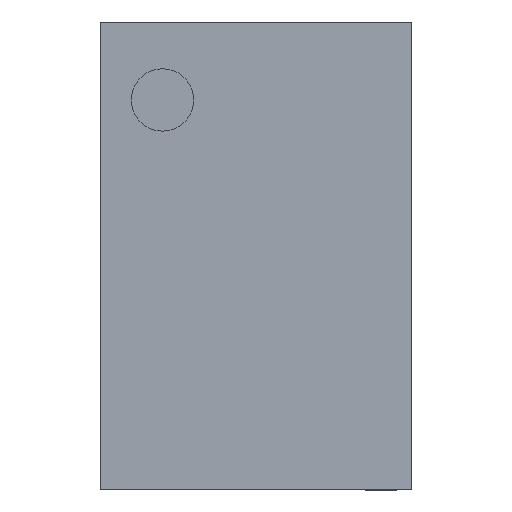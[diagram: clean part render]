
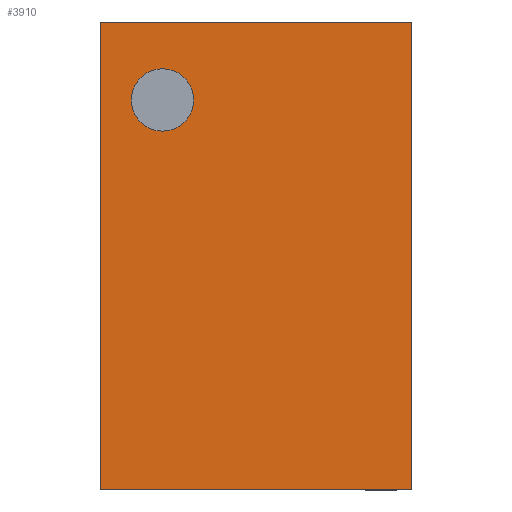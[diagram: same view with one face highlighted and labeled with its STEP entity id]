
A CAD part, top view. The second image highlights one B-rep face of the part: STEP entity #3910.
In plain terms, the highlighted planar face has unit normal (0, 0, 1).
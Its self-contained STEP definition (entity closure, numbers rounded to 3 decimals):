
#123 = CARTESIAN_POINT ( 'NONE',  ( 1., -1.5, 0.875 ) ) ;
#276 = CARTESIAN_POINT ( 'NONE',  ( 0., 0., 0.875 ) ) ;
#360 = DIRECTION ( 'NONE',  ( -1., 0., 0. ) ) ;
#619 = CIRCLE ( 'NONE', #5294, 0.2 ) ;
#692 = VERTEX_POINT ( 'NONE', #1013 ) ;
#730 = ORIENTED_EDGE ( 'NONE', *, *, #2477, .T. ) ;
#862 = VECTOR ( 'NONE', #5683, 1000. ) ;
#1013 = CARTESIAN_POINT ( 'NONE',  ( -1., 1.5, 0.875 ) ) ;
#1120 = ORIENTED_EDGE ( 'NONE', *, *, #2763, .F. ) ;
#1251 = LINE ( 'NONE', #1290, #5556 ) ;
#1290 = CARTESIAN_POINT ( 'NONE',  ( -1., -1.5, 0.875 ) ) ;
#1420 = LINE ( 'NONE', #123, #3959 ) ;
#1539 = DIRECTION ( 'NONE',  ( 0., 0., -1. ) ) ;
#1777 = VECTOR ( 'NONE', #4294, 1000. ) ;
#1848 = ORIENTED_EDGE ( 'NONE', *, *, #2121, .T. ) ;
#2121 = EDGE_CURVE ( 'NONE', #4914, #4932, #1420, .T. ) ;
#2332 = EDGE_CURVE ( 'NONE', #2568, #4914, #2919, .T. ) ;
#2472 = EDGE_CURVE ( 'NONE', #4932, #692, #6829, .T. ) ;
#2477 = EDGE_CURVE ( 'NONE', #692, #2568, #1251, .T. ) ;
#2508 = DIRECTION ( 'NONE',  ( 0., 0., 1. ) ) ;
#2568 = VERTEX_POINT ( 'NONE', #4654 ) ;
#2705 = AXIS2_PLACEMENT_3D ( 'NONE', #276, #1539, #360 ) ;
#2763 = EDGE_CURVE ( 'NONE', #4952, #4618, #619, .T. ) ;
#2919 = LINE ( 'NONE', #4839, #1777 ) ;
#3239 = CARTESIAN_POINT ( 'NONE',  ( -0.6, 1., 0.875 ) ) ;
#3301 = EDGE_LOOP ( 'NONE', ( #1848, #5211, #730, #4647 ) ) ;
#3395 = PLANE ( 'NONE',  #2705 ) ;
#3728 = DIRECTION ( 'NONE',  ( 0., -1., 0. ) ) ;
#3767 = CARTESIAN_POINT ( 'NONE',  ( 1., -1.5, 0.875 ) ) ;
#3773 = EDGE_CURVE ( 'NONE', #4618, #4952, #7798, .T. ) ;
#3910 = ADVANCED_FACE ( 'NONE', ( #6540, #5933 ), #3395, .F. ) ;
#3959 = VECTOR ( 'NONE', #6464, 1000. ) ;
#4294 = DIRECTION ( 'NONE',  ( 1., 0., 0. ) ) ;
#4618 = VERTEX_POINT ( 'NONE', #5617 ) ;
#4647 = ORIENTED_EDGE ( 'NONE', *, *, #2332, .T. ) ;
#4654 = CARTESIAN_POINT ( 'NONE',  ( -1., -1.5, 0.875 ) ) ;
#4839 = CARTESIAN_POINT ( 'NONE',  ( -1., -1.5, 0.875 ) ) ;
#4914 = VERTEX_POINT ( 'NONE', #3767 ) ;
#4932 = VERTEX_POINT ( 'NONE', #7496 ) ;
#4952 = VERTEX_POINT ( 'NONE', #6905 ) ;
#5180 = ORIENTED_EDGE ( 'NONE', *, *, #3773, .F. ) ;
#5211 = ORIENTED_EDGE ( 'NONE', *, *, #2472, .T. ) ;
#5294 = AXIS2_PLACEMENT_3D ( 'NONE', #7225, #7810, #7270 ) ;
#5556 = VECTOR ( 'NONE', #3728, 1000. ) ;
#5582 = AXIS2_PLACEMENT_3D ( 'NONE', #3239, #2508, #6877 ) ;
#5617 = CARTESIAN_POINT ( 'NONE',  ( -0.4, 1., 0.875 ) ) ;
#5683 = DIRECTION ( 'NONE',  ( -1., 0., 0. ) ) ;
#5933 = FACE_OUTER_BOUND ( 'NONE', #3301, .T. ) ;
#6161 = EDGE_LOOP ( 'NONE', ( #5180, #1120 ) ) ;
#6464 = DIRECTION ( 'NONE',  ( 0., 1., 0. ) ) ;
#6540 = FACE_BOUND ( 'NONE', #6161, .T. ) ;
#6829 = LINE ( 'NONE', #7534, #862 ) ;
#6877 = DIRECTION ( 'NONE',  ( 1., 0., 0. ) ) ;
#6905 = CARTESIAN_POINT ( 'NONE',  ( -0.8, 1., 0.875 ) ) ;
#7225 = CARTESIAN_POINT ( 'NONE',  ( -0.6, 1., 0.875 ) ) ;
#7270 = DIRECTION ( 'NONE',  ( 1., 0., 0. ) ) ;
#7496 = CARTESIAN_POINT ( 'NONE',  ( 1., 1.5, 0.875 ) ) ;
#7534 = CARTESIAN_POINT ( 'NONE',  ( -1., 1.5, 0.875 ) ) ;
#7798 = CIRCLE ( 'NONE', #5582, 0.2 ) ;
#7810 = DIRECTION ( 'NONE',  ( 0., 0., 1. ) ) ;
